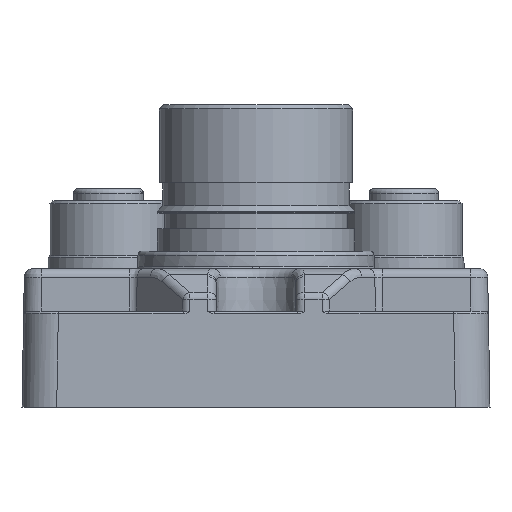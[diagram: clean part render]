
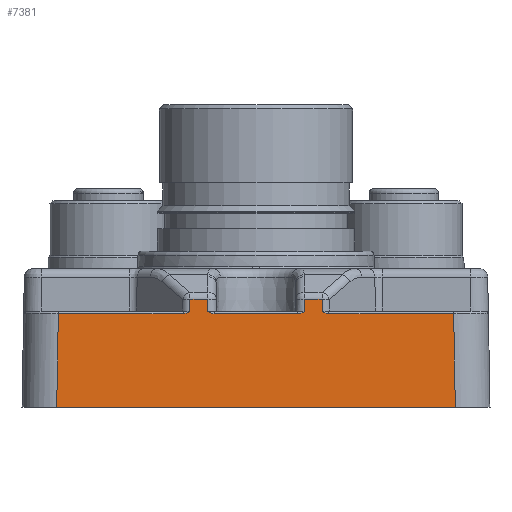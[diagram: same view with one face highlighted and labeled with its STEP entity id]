
A CAD part, left-side view. The second image highlights one B-rep face of the part: STEP entity #7381.
In plain terms, the highlighted planar face has unit normal (-1, 0, 0.018).
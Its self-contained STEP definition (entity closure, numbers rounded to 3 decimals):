
#1334=FACE_OUTER_BOUND('',#10585,.T.);
#3671=LINE('',#48566,#5155);
#3675=LINE('',#49137,#5159);
#3728=LINE('',#50646,#5212);
#3741=LINE('',#50785,#5225);
#3745=LINE('',#51330,#5229);
#3775=LINE('',#52024,#5259);
#3780=LINE('',#52376,#5264);
#3782=LINE('',#52643,#5266);
#3789=LINE('',#52685,#5273);
#3790=LINE('',#52687,#5274);
#3791=LINE('',#52689,#5275);
#3792=LINE('',#52690,#5276);
#5155=VECTOR('',#32149,1.);
#5159=VECTOR('',#32173,1.);
#5212=VECTOR('',#32400,1.);
#5225=VECTOR('',#32435,1.);
#5229=VECTOR('',#32451,1.);
#5259=VECTOR('',#32555,1.);
#5264=VECTOR('',#32594,1.);
#5266=VECTOR('',#32600,1.);
#5273=VECTOR('',#32621,1.);
#5274=VECTOR('',#32624,1.);
#5275=VECTOR('',#32625,1.);
#5276=VECTOR('',#32626,1.);
#6471=B_SPLINE_CURVE_WITH_KNOTS('',3,(#48589,#48590,#48591,#48592,#48593,
#48594,#48595,#48596,#48597,#48598,#48599,#48600,#48601),.UNSPECIFIED.,.F.,
 .F.,(4,1,1,1,1,1,1,1,1,1,4),(0.,0.042,0.083,0.167,
0.25,0.333,0.5,0.667,0.833,0.917,
1.),.UNSPECIFIED.);
#6497=B_SPLINE_CURVE_WITH_KNOTS('',3,(#50789,#50790,#50791,#50792,#50793,
#50794,#50795,#50796,#50797,#50798,#50799,#50800,#50801),.UNSPECIFIED.,.F.,
 .F.,(4,1,1,1,1,1,1,1,1,1,4),(0.,0.083,0.167,0.333,
0.5,0.667,0.75,0.833,0.917,0.958,
1.),.UNSPECIFIED.);
#6517=B_SPLINE_CURVE_WITH_KNOTS('',3,(#52146,#52147,#52148,#52149,#52150,
#52151,#52152,#52153,#52154,#52155,#52156,#52157,#52158),.UNSPECIFIED.,.F.,
 .F.,(4,1,1,1,1,1,1,1,1,1,4),(0.,0.083,0.167,0.333,
0.5,0.667,0.75,0.833,0.917,0.958,
1.),.UNSPECIFIED.);
#6520=B_SPLINE_CURVE_WITH_KNOTS('',3,(#52435,#52436,#52437,#52438,#52439,
#52440,#52441,#52442,#52443,#52444,#52445,#52446,#52447),.UNSPECIFIED.,.F.,
 .F.,(4,1,1,1,1,1,1,1,1,1,4),(0.,0.042,0.083,0.167,
0.25,0.333,0.5,0.667,0.833,0.917,
1.),.UNSPECIFIED.);
#7381=ADVANCED_FACE('1937-0-10',(#1334),#8616,.T.);
#8616=PLANE('',#27993);
#10585=EDGE_LOOP('',(#15492,#15493,#15494,#15495,#15496,#15497,#15498,#15499,
#15500,#15501,#15502,#15503,#15504,#15505,#15506,#15507));
#15492=ORIENTED_EDGE('',*,*,#23965,.T.);
#15493=ORIENTED_EDGE('',*,*,#23964,.T.);
#15494=ORIENTED_EDGE('',*,*,#23940,.T.);
#15495=ORIENTED_EDGE('',*,*,#23943,.T.);
#15496=ORIENTED_EDGE('',*,*,#23949,.T.);
#15497=ORIENTED_EDGE('',*,*,#23950,.T.);
#15498=ORIENTED_EDGE('',*,*,#23966,.T.);
#15499=ORIENTED_EDGE('',*,*,#23837,.T.);
#15500=ORIENTED_EDGE('',*,*,#23839,.T.);
#15501=ORIENTED_EDGE('',*,*,#23810,.T.);
#15502=ORIENTED_EDGE('',*,*,#23853,.T.);
#15503=ORIENTED_EDGE('',*,*,#23919,.T.);
#15504=ORIENTED_EDGE('',*,*,#23673,.T.);
#15505=ORIENTED_EDGE('',*,*,#23652,.T.);
#15506=ORIENTED_EDGE('',*,*,#23656,.T.);
#15507=ORIENTED_EDGE('',*,*,#23967,.T.);
#20669=VERTEX_POINT('',#48565);
#20670=VERTEX_POINT('',#48567);
#20672=VERTEX_POINT('',#48588);
#20681=VERTEX_POINT('',#49138);
#20769=VERTEX_POINT('',#50645);
#20770=VERTEX_POINT('',#50647);
#20789=VERTEX_POINT('',#50784);
#20790=VERTEX_POINT('',#50786);
#20796=VERTEX_POINT('',#51329);
#20851=VERTEX_POINT('',#52145);
#20852=VERTEX_POINT('',#52159);
#20854=VERTEX_POINT('',#52375);
#20856=VERTEX_POINT('',#52434);
#20857=VERTEX_POINT('',#52644);
#20866=VERTEX_POINT('',#52684);
#20867=VERTEX_POINT('',#52688);
#23652=EDGE_CURVE('',#20670,#20669,#3671,.T.);
#23656=EDGE_CURVE('',#20669,#20672,#6471,.T.);
#23673=EDGE_CURVE('',#20681,#20670,#3675,.T.);
#23810=EDGE_CURVE('',#20770,#20769,#3728,.T.);
#23837=EDGE_CURVE('',#20790,#20789,#3741,.T.);
#23839=EDGE_CURVE('',#20789,#20770,#6497,.T.);
#23853=EDGE_CURVE('',#20769,#20796,#3745,.T.);
#23919=EDGE_CURVE('',#20796,#20681,#3775,.T.);
#23940=EDGE_CURVE('',#20852,#20851,#6517,.T.);
#23943=EDGE_CURVE('',#20851,#20854,#3780,.T.);
#23949=EDGE_CURVE('',#20854,#20856,#6520,.T.);
#23950=EDGE_CURVE('',#20856,#20857,#3782,.T.);
#23964=EDGE_CURVE('',#20866,#20852,#3789,.T.);
#23965=EDGE_CURVE('',#20867,#20866,#3790,.T.);
#23966=EDGE_CURVE('',#20857,#20790,#3791,.T.);
#23967=EDGE_CURVE('',#20672,#20867,#3792,.T.);
#27993=AXIS2_PLACEMENT_3D('',#52691,#32627,#32628);
#32149=DIRECTION('',(0.,1.,0.));
#32173=DIRECTION('',(0.017,0.017,1.));
#32400=DIRECTION('',(0.,1.,0.));
#32435=DIRECTION('',(-0.017,0.009,-1.));
#32451=DIRECTION('',(-0.017,0.017,-1.));
#32555=DIRECTION('',(0.,-1.,0.));
#32594=DIRECTION('',(0.,1.,0.));
#32600=DIRECTION('',(0.017,0.009,1.));
#32621=DIRECTION('',(-0.017,0.009,-1.));
#32624=DIRECTION('',(0.,1.,0.));
#32625=DIRECTION('',(0.,1.,0.));
#32626=DIRECTION('',(0.017,0.009,1.));
#32627=DIRECTION('',(-1.,0.,0.017));
#32628=DIRECTION('',(0.,1.,0.));
#48565=CARTESIAN_POINT('',(-93.058,34.608,-5.197));
#48566=CARTESIAN_POINT('',(-93.058,20.209,-5.197));
#48567=CARTESIAN_POINT('',(-93.058,20.209,-5.197));
#48588=CARTESIAN_POINT('',(-93.055,35.357,-5.));
#48589=CARTESIAN_POINT('',(-93.058,34.608,-5.197));
#48590=CARTESIAN_POINT('',(-93.058,34.619,-5.197));
#48591=CARTESIAN_POINT('',(-93.058,34.64,-5.196));
#48592=CARTESIAN_POINT('',(-93.058,34.683,-5.193));
#48593=CARTESIAN_POINT('',(-93.058,34.736,-5.187));
#48594=CARTESIAN_POINT('',(-93.058,34.799,-5.176));
#48595=CARTESIAN_POINT('',(-93.058,34.882,-5.156));
#48596=CARTESIAN_POINT('',(-93.057,34.986,-5.124));
#48597=CARTESIAN_POINT('',(-93.056,35.109,-5.08));
#48598=CARTESIAN_POINT('',(-93.056,35.212,-5.044));
#48599=CARTESIAN_POINT('',(-93.055,35.295,-5.017));
#48600=CARTESIAN_POINT('',(-93.055,35.336,-5.005));
#48601=CARTESIAN_POINT('',(-93.055,35.357,-5.));
#49137=CARTESIAN_POINT('',(-93.247,20.02,-16.));
#49138=CARTESIAN_POINT('',(-93.247,20.02,-16.));
#50645=CARTESIAN_POINT('',(-93.058,65.791,-5.197));
#50646=CARTESIAN_POINT('',(-93.058,51.392,-5.197));
#50647=CARTESIAN_POINT('',(-93.058,51.392,-5.197));
#50784=CARTESIAN_POINT('',(-93.055,50.643,-5.));
#50785=CARTESIAN_POINT('',(-93.03,50.63,-3.557));
#50786=CARTESIAN_POINT('',(-93.03,50.63,-3.557));
#50789=CARTESIAN_POINT('',(-93.055,50.643,-5.));
#50790=CARTESIAN_POINT('',(-93.055,50.664,-5.005));
#50791=CARTESIAN_POINT('',(-93.055,50.705,-5.017));
#50792=CARTESIAN_POINT('',(-93.056,50.788,-5.044));
#50793=CARTESIAN_POINT('',(-93.056,50.891,-5.08));
#50794=CARTESIAN_POINT('',(-93.057,51.014,-5.124));
#50795=CARTESIAN_POINT('',(-93.058,51.118,-5.156));
#50796=CARTESIAN_POINT('',(-93.058,51.201,-5.176));
#50797=CARTESIAN_POINT('',(-93.058,51.264,-5.187));
#50798=CARTESIAN_POINT('',(-93.058,51.317,-5.193));
#50799=CARTESIAN_POINT('',(-93.058,51.36,-5.196));
#50800=CARTESIAN_POINT('',(-93.058,51.381,-5.197));
#50801=CARTESIAN_POINT('',(-93.058,51.392,-5.197));
#51329=CARTESIAN_POINT('',(-93.247,65.98,-16.));
#51330=CARTESIAN_POINT('',(-93.058,65.791,-5.197));
#52024=CARTESIAN_POINT('',(-93.247,65.98,-16.));
#52145=CARTESIAN_POINT('',(-93.058,38.192,-5.197));
#52146=CARTESIAN_POINT('',(-93.055,37.444,-5.));
#52147=CARTESIAN_POINT('',(-93.055,37.465,-5.005));
#52148=CARTESIAN_POINT('',(-93.055,37.506,-5.017));
#52149=CARTESIAN_POINT('',(-93.056,37.589,-5.044));
#52150=CARTESIAN_POINT('',(-93.056,37.691,-5.08));
#52151=CARTESIAN_POINT('',(-93.057,37.815,-5.124));
#52152=CARTESIAN_POINT('',(-93.058,37.918,-5.156));
#52153=CARTESIAN_POINT('',(-93.058,38.001,-5.176));
#52154=CARTESIAN_POINT('',(-93.058,38.064,-5.187));
#52155=CARTESIAN_POINT('',(-93.058,38.117,-5.193));
#52156=CARTESIAN_POINT('',(-93.058,38.16,-5.196));
#52157=CARTESIAN_POINT('',(-93.058,38.182,-5.197));
#52158=CARTESIAN_POINT('',(-93.058,38.192,-5.197));
#52159=CARTESIAN_POINT('',(-93.055,37.444,-5.));
#52375=CARTESIAN_POINT('',(-93.058,47.808,-5.197));
#52376=CARTESIAN_POINT('',(-93.058,38.192,-5.197));
#52434=CARTESIAN_POINT('',(-93.055,48.556,-5.));
#52435=CARTESIAN_POINT('',(-93.058,47.808,-5.197));
#52436=CARTESIAN_POINT('',(-93.058,47.818,-5.197));
#52437=CARTESIAN_POINT('',(-93.058,47.84,-5.196));
#52438=CARTESIAN_POINT('',(-93.058,47.883,-5.193));
#52439=CARTESIAN_POINT('',(-93.058,47.936,-5.187));
#52440=CARTESIAN_POINT('',(-93.058,47.999,-5.176));
#52441=CARTESIAN_POINT('',(-93.058,48.082,-5.156));
#52442=CARTESIAN_POINT('',(-93.057,48.185,-5.124));
#52443=CARTESIAN_POINT('',(-93.056,48.309,-5.08));
#52444=CARTESIAN_POINT('',(-93.056,48.411,-5.044));
#52445=CARTESIAN_POINT('',(-93.055,48.494,-5.017));
#52446=CARTESIAN_POINT('',(-93.055,48.535,-5.005));
#52447=CARTESIAN_POINT('',(-93.055,48.556,-5.));
#52643=CARTESIAN_POINT('',(-93.055,48.556,-5.));
#52644=CARTESIAN_POINT('',(-93.03,48.569,-3.557));
#52684=CARTESIAN_POINT('',(-93.03,37.431,-3.557));
#52685=CARTESIAN_POINT('',(-93.03,37.431,-3.557));
#52687=CARTESIAN_POINT('',(-93.03,35.37,-3.557));
#52688=CARTESIAN_POINT('',(-93.03,35.37,-3.557));
#52689=CARTESIAN_POINT('',(-93.03,48.569,-3.557));
#52690=CARTESIAN_POINT('',(-93.055,35.357,-5.));
#52691=CARTESIAN_POINT('',(-93.023,15.805,-3.192));
